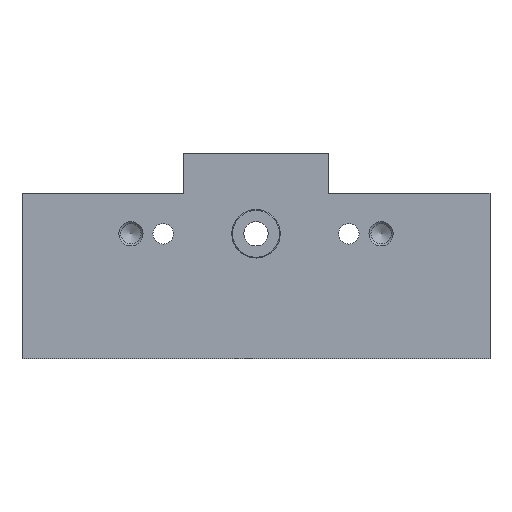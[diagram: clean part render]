
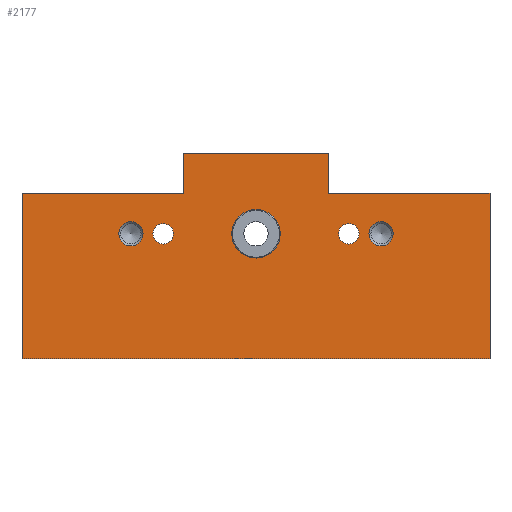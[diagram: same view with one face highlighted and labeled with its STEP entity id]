
A CAD part, front view. The second image highlights one B-rep face of the part: STEP entity #2177.
In plain terms, the highlighted planar face has unit normal (0, -1, 0).
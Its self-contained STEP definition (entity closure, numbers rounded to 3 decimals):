
#59=LINE('',#3433,#205);
#64=LINE('',#3447,#210);
#65=LINE('',#3449,#211);
#66=LINE('',#3451,#212);
#67=LINE('',#3453,#213);
#68=LINE('',#3455,#214);
#69=LINE('',#3457,#215);
#70=LINE('',#3458,#216);
#205=VECTOR('',#2673,1000.);
#210=VECTOR('',#2686,1000.);
#211=VECTOR('',#2687,1000.);
#212=VECTOR('',#2688,1000.);
#213=VECTOR('',#2689,1000.);
#214=VECTOR('',#2690,1000.);
#215=VECTOR('',#2691,1000.);
#216=VECTOR('',#2692,1000.);
#395=FACE_BOUND('',#557,.T.);
#396=FACE_BOUND('',#558,.T.);
#397=FACE_BOUND('',#559,.T.);
#398=FACE_BOUND('',#560,.T.);
#399=FACE_BOUND('',#561,.T.);
#435=FACE_OUTER_BOUND('',#556,.T.);
#556=EDGE_LOOP('',(#1491,#1492,#1493,#1494,#1495,#1496,#1497,#1498));
#557=EDGE_LOOP('',(#1499,#1500));
#558=EDGE_LOOP('',(#1501,#1502));
#559=EDGE_LOOP('',(#1503,#1504));
#560=EDGE_LOOP('',(#1505,#1506));
#561=EDGE_LOOP('',(#1507,#1508));
#715=CIRCLE('',#2352,6.);
#716=CIRCLE('',#2353,6.);
#717=CIRCLE('',#2354,2.55);
#718=CIRCLE('',#2355,2.55);
#719=CIRCLE('',#2356,2.55);
#720=CIRCLE('',#2357,2.55);
#721=CIRCLE('',#2358,3.);
#722=CIRCLE('',#2359,3.);
#723=CIRCLE('',#2360,3.);
#724=CIRCLE('',#2361,3.);
#897=VERTEX_POINT('',#3431);
#898=VERTEX_POINT('',#3432);
#903=VERTEX_POINT('',#3446);
#904=VERTEX_POINT('',#3448);
#905=VERTEX_POINT('',#3450);
#906=VERTEX_POINT('',#3452);
#907=VERTEX_POINT('',#3454);
#908=VERTEX_POINT('',#3456);
#909=VERTEX_POINT('',#3459);
#910=VERTEX_POINT('',#3460);
#911=VERTEX_POINT('',#3463);
#912=VERTEX_POINT('',#3464);
#913=VERTEX_POINT('',#3467);
#914=VERTEX_POINT('',#3468);
#915=VERTEX_POINT('',#3471);
#916=VERTEX_POINT('',#3472);
#917=VERTEX_POINT('',#3475);
#918=VERTEX_POINT('',#3476);
#1143=EDGE_CURVE('',#897,#898,#59,.T.);
#1150=EDGE_CURVE('',#903,#897,#64,.T.);
#1151=EDGE_CURVE('',#904,#903,#65,.T.);
#1152=EDGE_CURVE('',#905,#904,#66,.T.);
#1153=EDGE_CURVE('',#906,#905,#67,.T.);
#1154=EDGE_CURVE('',#907,#906,#68,.T.);
#1155=EDGE_CURVE('',#908,#907,#69,.T.);
#1156=EDGE_CURVE('',#898,#908,#70,.T.);
#1157=EDGE_CURVE('',#909,#910,#715,.T.);
#1158=EDGE_CURVE('',#910,#909,#716,.T.);
#1159=EDGE_CURVE('',#911,#912,#717,.T.);
#1160=EDGE_CURVE('',#912,#911,#718,.T.);
#1161=EDGE_CURVE('',#913,#914,#719,.T.);
#1162=EDGE_CURVE('',#914,#913,#720,.T.);
#1163=EDGE_CURVE('',#915,#916,#721,.T.);
#1164=EDGE_CURVE('',#916,#915,#722,.T.);
#1165=EDGE_CURVE('',#917,#918,#723,.T.);
#1166=EDGE_CURVE('',#918,#917,#724,.T.);
#1491=ORIENTED_EDGE('',*,*,#1143,.F.);
#1492=ORIENTED_EDGE('',*,*,#1150,.F.);
#1493=ORIENTED_EDGE('',*,*,#1151,.F.);
#1494=ORIENTED_EDGE('',*,*,#1152,.F.);
#1495=ORIENTED_EDGE('',*,*,#1153,.F.);
#1496=ORIENTED_EDGE('',*,*,#1154,.F.);
#1497=ORIENTED_EDGE('',*,*,#1155,.F.);
#1498=ORIENTED_EDGE('',*,*,#1156,.F.);
#1499=ORIENTED_EDGE('',*,*,#1157,.F.);
#1500=ORIENTED_EDGE('',*,*,#1158,.F.);
#1501=ORIENTED_EDGE('',*,*,#1159,.F.);
#1502=ORIENTED_EDGE('',*,*,#1160,.F.);
#1503=ORIENTED_EDGE('',*,*,#1161,.F.);
#1504=ORIENTED_EDGE('',*,*,#1162,.F.);
#1505=ORIENTED_EDGE('',*,*,#1163,.F.);
#1506=ORIENTED_EDGE('',*,*,#1164,.F.);
#1507=ORIENTED_EDGE('',*,*,#1165,.F.);
#1508=ORIENTED_EDGE('',*,*,#1166,.F.);
#2125=PLANE('',#2351);
#2177=ADVANCED_FACE('',(#435,#395,#396,#397,#398,#399),#2125,.F.);
#2351=AXIS2_PLACEMENT_3D('',#3445,#2684,#2685);
#2352=AXIS2_PLACEMENT_3D('',#3461,#2693,#2694);
#2353=AXIS2_PLACEMENT_3D('',#3462,#2695,#2696);
#2354=AXIS2_PLACEMENT_3D('',#3465,#2697,#2698);
#2355=AXIS2_PLACEMENT_3D('',#3466,#2699,#2700);
#2356=AXIS2_PLACEMENT_3D('',#3469,#2701,#2702);
#2357=AXIS2_PLACEMENT_3D('',#3470,#2703,#2704);
#2358=AXIS2_PLACEMENT_3D('',#3473,#2705,#2706);
#2359=AXIS2_PLACEMENT_3D('',#3474,#2707,#2708);
#2360=AXIS2_PLACEMENT_3D('',#3477,#2709,#2710);
#2361=AXIS2_PLACEMENT_3D('',#3478,#2711,#2712);
#2673=DIRECTION('',(0.,0.,1.));
#2684=DIRECTION('center_axis',(0.,1.,0.));
#2685=DIRECTION('ref_axis',(0.,0.,1.));
#2686=DIRECTION('',(-1.,0.,0.));
#2687=DIRECTION('',(0.,0.,-1.));
#2688=DIRECTION('',(1.,0.,0.));
#2689=DIRECTION('',(0.,0.,-1.));
#2690=DIRECTION('',(1.,0.,0.));
#2691=DIRECTION('',(0.,0.,1.));
#2692=DIRECTION('',(1.,0.,0.));
#2693=DIRECTION('center_axis',(0.,-1.,0.));
#2694=DIRECTION('ref_axis',(0.,0.,-1.));
#2695=DIRECTION('center_axis',(0.,-1.,0.));
#2696=DIRECTION('ref_axis',(0.,0.,-1.));
#2697=DIRECTION('center_axis',(0.,-1.,0.));
#2698=DIRECTION('ref_axis',(0.,0.,-1.));
#2699=DIRECTION('center_axis',(0.,-1.,0.));
#2700=DIRECTION('ref_axis',(0.,0.,-1.));
#2701=DIRECTION('center_axis',(0.,-1.,0.));
#2702=DIRECTION('ref_axis',(0.,0.,-1.));
#2703=DIRECTION('center_axis',(0.,-1.,0.));
#2704=DIRECTION('ref_axis',(0.,0.,-1.));
#2705=DIRECTION('center_axis',(0.,-1.,0.));
#2706=DIRECTION('ref_axis',(0.,0.,-1.));
#2707=DIRECTION('center_axis',(0.,-1.,0.));
#2708=DIRECTION('ref_axis',(0.,0.,-1.));
#2709=DIRECTION('center_axis',(0.,-1.,0.));
#2710=DIRECTION('ref_axis',(0.,0.,-1.));
#2711=DIRECTION('center_axis',(0.,-1.,0.));
#2712=DIRECTION('ref_axis',(0.,0.,-1.));
#3431=CARTESIAN_POINT('',(-58.,0.,-31.));
#3432=CARTESIAN_POINT('',(-58.,0.,10.));
#3433=CARTESIAN_POINT('',(-58.,0.,-31.));
#3445=CARTESIAN_POINT('Origin',(-58.,0.,10.));
#3446=CARTESIAN_POINT('',(58.,0.,-31.));
#3447=CARTESIAN_POINT('',(-58.,0.,-31.));
#3448=CARTESIAN_POINT('',(58.,0.,10.));
#3449=CARTESIAN_POINT('',(58.,0.,-31.));
#3450=CARTESIAN_POINT('',(18.,0.,10.));
#3451=CARTESIAN_POINT('',(18.,0.,10.));
#3452=CARTESIAN_POINT('',(18.,0.,20.));
#3453=CARTESIAN_POINT('',(18.,0.,10.));
#3454=CARTESIAN_POINT('',(-18.,0.,20.));
#3455=CARTESIAN_POINT('',(-18.,0.,20.));
#3456=CARTESIAN_POINT('',(-18.,0.,10.));
#3457=CARTESIAN_POINT('',(-18.,0.,10.));
#3458=CARTESIAN_POINT('',(-58.,0.,10.));
#3459=CARTESIAN_POINT('',(0.,0.,-6.));
#3460=CARTESIAN_POINT('',(0.,0.,6.));
#3461=CARTESIAN_POINT('Origin',(0.,0.,0.));
#3462=CARTESIAN_POINT('Origin',(0.,0.,0.));
#3463=CARTESIAN_POINT('',(-23.,0.,-2.55));
#3464=CARTESIAN_POINT('',(-23.,0.,2.55));
#3465=CARTESIAN_POINT('Origin',(-23.,0.,0.));
#3466=CARTESIAN_POINT('Origin',(-23.,0.,0.));
#3467=CARTESIAN_POINT('',(23.,0.,-2.55));
#3468=CARTESIAN_POINT('',(23.,0.,2.55));
#3469=CARTESIAN_POINT('Origin',(23.,0.,0.));
#3470=CARTESIAN_POINT('Origin',(23.,0.,0.));
#3471=CARTESIAN_POINT('',(-31.,0.,-3.));
#3472=CARTESIAN_POINT('',(-31.,0.,3.));
#3473=CARTESIAN_POINT('Origin',(-31.,0.,0.));
#3474=CARTESIAN_POINT('Origin',(-31.,0.,0.));
#3475=CARTESIAN_POINT('',(31.,0.,-3.));
#3476=CARTESIAN_POINT('',(31.,0.,3.));
#3477=CARTESIAN_POINT('Origin',(31.,0.,0.));
#3478=CARTESIAN_POINT('Origin',(31.,0.,0.));
